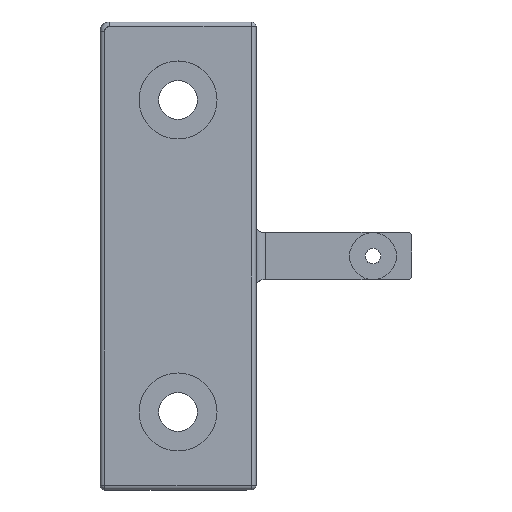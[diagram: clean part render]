
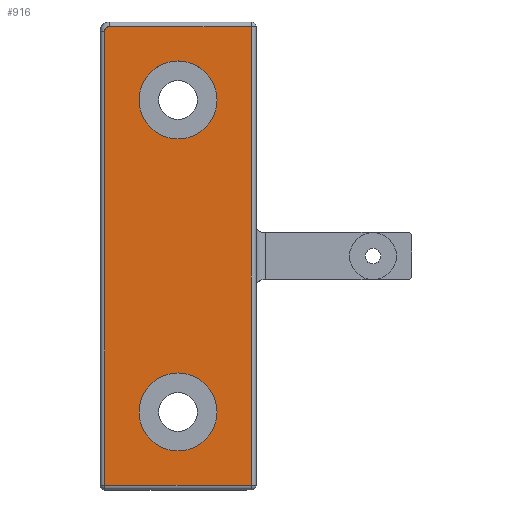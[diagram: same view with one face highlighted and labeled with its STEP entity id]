
A CAD part, top view. The second image highlights one B-rep face of the part: STEP entity #916.
In plain terms, the highlighted planar face has unit normal (0, 0, 1).
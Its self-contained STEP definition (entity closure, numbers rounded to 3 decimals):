
#27=FACE_BOUND('',#176,.T.);
#28=FACE_BOUND('',#177,.T.);
#42=PLANE('',#1047);
#111=FACE_OUTER_BOUND('',#175,.T.);
#175=EDGE_LOOP('',(#786,#787,#788,#789,#790));
#176=EDGE_LOOP('',(#791));
#177=EDGE_LOOP('',(#792));
#239=LINE('',#1659,#298);
#244=LINE('',#1695,#303);
#245=LINE('',#1697,#304);
#246=LINE('',#1699,#305);
#298=VECTOR('',#1285,10.);
#303=VECTOR('',#1326,10.);
#304=VECTOR('',#1329,10.);
#305=VECTOR('',#1332,10.);
#357=CIRCLE('',#1022,0.6);
#367=CIRCLE('',#1048,5.);
#368=CIRCLE('',#1049,5.);
#412=VERTEX_POINT('',#1494);
#432=VERTEX_POINT('',#1644);
#434=VERTEX_POINT('',#1648);
#437=VERTEX_POINT('',#1685);
#438=VERTEX_POINT('',#1689);
#439=VERTEX_POINT('',#1701);
#440=VERTEX_POINT('',#1703);
#540=EDGE_CURVE('',#434,#432,#357,.T.);
#545=EDGE_CURVE('',#412,#434,#239,.T.);
#559=EDGE_CURVE('',#432,#438,#244,.T.);
#560=EDGE_CURVE('',#438,#437,#245,.T.);
#561=EDGE_CURVE('',#437,#412,#246,.T.);
#562=EDGE_CURVE('',#439,#439,#367,.T.);
#563=EDGE_CURVE('',#440,#440,#368,.T.);
#786=ORIENTED_EDGE('',*,*,#540,.F.);
#787=ORIENTED_EDGE('',*,*,#545,.F.);
#788=ORIENTED_EDGE('',*,*,#561,.F.);
#789=ORIENTED_EDGE('',*,*,#560,.F.);
#790=ORIENTED_EDGE('',*,*,#559,.F.);
#791=ORIENTED_EDGE('',*,*,#562,.T.);
#792=ORIENTED_EDGE('',*,*,#563,.T.);
#916=ADVANCED_FACE('',(#111,#27,#28),#42,.T.);
#1022=AXIS2_PLACEMENT_3D('',#1650,#1271,#1272);
#1047=AXIS2_PLACEMENT_3D('',#1700,#1333,#1334);
#1048=AXIS2_PLACEMENT_3D('',#1702,#1335,#1336);
#1049=AXIS2_PLACEMENT_3D('',#1704,#1337,#1338);
#1271=DIRECTION('center_axis',(0.,0.,-1.));
#1272=DIRECTION('ref_axis',(-0.707,0.707,0.));
#1285=DIRECTION('',(0.,1.,0.));
#1326=DIRECTION('',(1.,0.,0.));
#1329=DIRECTION('',(0.,-1.,0.));
#1332=DIRECTION('',(-1.,0.,0.));
#1333=DIRECTION('center_axis',(0.,0.,1.));
#1334=DIRECTION('ref_axis',(1.,0.,0.));
#1335=DIRECTION('center_axis',(0.,0.,-1.));
#1336=DIRECTION('ref_axis',(1.,0.,0.));
#1337=DIRECTION('center_axis',(0.,0.,-1.));
#1338=DIRECTION('ref_axis',(1.,0.,0.));
#1494=CARTESIAN_POINT('',(-9.4,-29.4,4.));
#1644=CARTESIAN_POINT('',(-8.8,29.4,4.));
#1648=CARTESIAN_POINT('',(-9.4,28.8,4.));
#1650=CARTESIAN_POINT('Origin',(-8.8,28.8,4.));
#1659=CARTESIAN_POINT('',(-9.4,15.,4.));
#1685=CARTESIAN_POINT('',(9.4,-29.4,4.));
#1689=CARTESIAN_POINT('',(9.4,29.4,4.));
#1695=CARTESIAN_POINT('',(5.,29.4,4.));
#1697=CARTESIAN_POINT('',(9.4,-15.,4.));
#1699=CARTESIAN_POINT('',(-5.,-29.4,4.));
#1700=CARTESIAN_POINT('Origin',(0.,0.,
4.));
#1701=CARTESIAN_POINT('',(-5.,-20.,4.));
#1702=CARTESIAN_POINT('Origin',(0.,-20.,4.));
#1703=CARTESIAN_POINT('',(-5.,20.,4.));
#1704=CARTESIAN_POINT('Origin',(0.,20.,4.));
